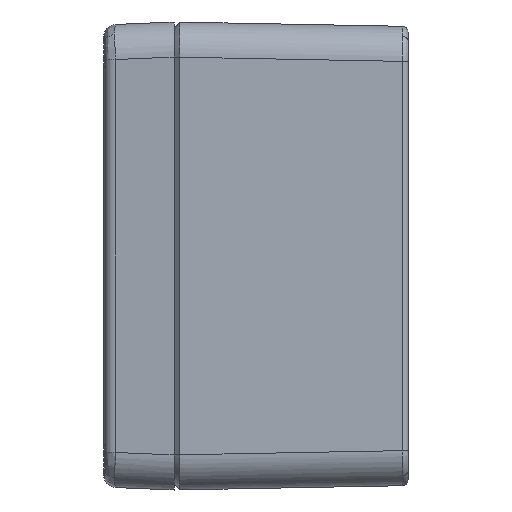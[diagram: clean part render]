
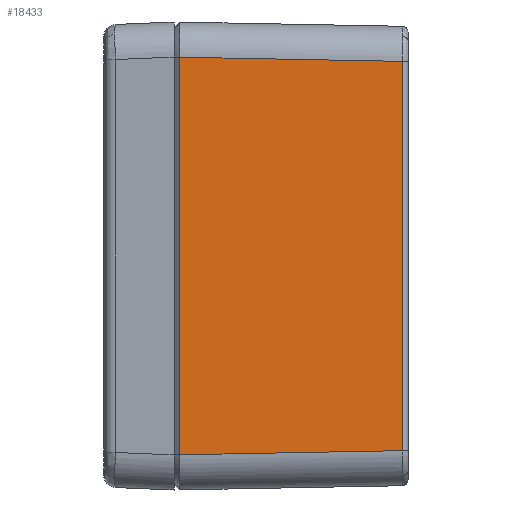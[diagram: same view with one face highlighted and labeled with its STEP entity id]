
A CAD part, left-side view. The second image highlights one B-rep face of the part: STEP entity #18433.
In plain terms, the highlighted planar face has unit normal (-1, -0.019, 0).
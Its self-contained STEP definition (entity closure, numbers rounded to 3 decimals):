
#3018=FACE_OUTER_BOUND('',#4331,.T.);
#4331=EDGE_LOOP('',(#14609,#14610,#14611,#14612));
#5487=LINE('',#46792,#6805);
#5488=LINE('',#46794,#6806);
#5489=LINE('',#46796,#6807);
#5490=LINE('',#46797,#6808);
#6805=VECTOR('',#22811,1000.);
#6806=VECTOR('',#22812,1000.);
#6807=VECTOR('',#22813,1000.);
#6808=VECTOR('',#22814,1000.);
#8445=VERTEX_POINT('',#46262);
#8484=VERTEX_POINT('',#46791);
#8485=VERTEX_POINT('',#46793);
#8486=VERTEX_POINT('',#46795);
#10637=EDGE_CURVE('',#8445,#8484,#5487,.T.);
#10638=EDGE_CURVE('',#8484,#8485,#5488,.T.);
#10639=EDGE_CURVE('',#8485,#8486,#5489,.T.);
#10640=EDGE_CURVE('',#8486,#8445,#5490,.T.);
#14609=ORIENTED_EDGE('',*,*,#10637,.T.);
#14610=ORIENTED_EDGE('',*,*,#10638,.T.);
#14611=ORIENTED_EDGE('',*,*,#10639,.T.);
#14612=ORIENTED_EDGE('',*,*,#10640,.T.);
#17487=PLANE('',#19867);
#18433=ADVANCED_FACE('',(#3018),#17487,.T.);
#19867=AXIS2_PLACEMENT_3D('',#46790,#22809,#22810);
#22809=DIRECTION('center_axis',(-1.,-0.019,
0.));
#22810=DIRECTION('ref_axis',(0.019,-1.,0.));
#22811=DIRECTION('',(-0.019,1.,0.019));
#22812=DIRECTION('',(0.,0.,-1.));
#22813=DIRECTION('',(0.019,-1.,0.019));
#22814=DIRECTION('',(0.,0.,1.));
#46262=CARTESIAN_POINT('',(-124.268,-39.019,33.269));
#46790=CARTESIAN_POINT('Origin',(-125.,0.,-40.));
#46791=CARTESIAN_POINT('',(-124.981,-1.,33.982));
#46792=CARTESIAN_POINT('',(-124.974,-1.387,33.975));
#46793=CARTESIAN_POINT('',(-124.981,-1.,-33.982));
#46794=CARTESIAN_POINT('',(-124.981,-1.,-40.));
#46795=CARTESIAN_POINT('',(-124.268,-39.019,-33.269));
#46796=CARTESIAN_POINT('',(-125.002,0.112,-34.003));
#46797=CARTESIAN_POINT('',(-124.268,-39.019,33.251));
